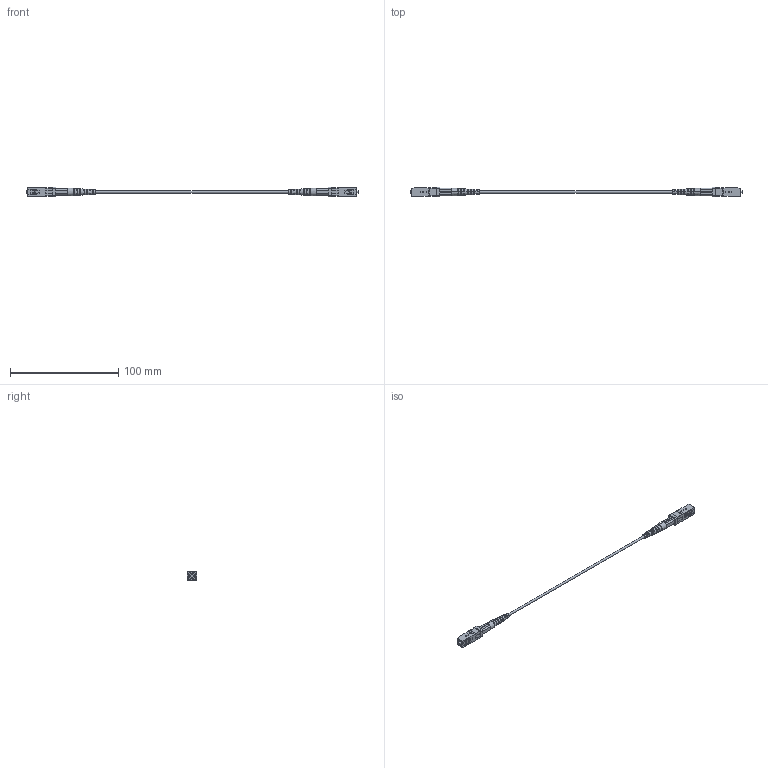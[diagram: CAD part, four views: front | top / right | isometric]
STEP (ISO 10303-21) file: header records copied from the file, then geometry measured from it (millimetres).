
FILE_DESCRIPTION (( 'STEP AP214' ), '1' );
FILE_NAME ('FCA-S1SZ-SCSC.step', '2022-11-03T03:44:35', ( '' ), ( '' ), 'SwSTEP 2.0', 'SolidWorks 2022', '' );
FILE_SCHEMA (( 'AUTOMOTIVE_DESIGN' ));
Length unit declared in the file: inch
Products named in the file (8): 1AF04-005(2)^SC CONN, SINGLE MODE, 1.6mm_FCA-S1SZ-SCSC; 1AF04-005-MA2^1AF04-005(2)_SC CONN, SINGLE MODE, 1.6mm_FCA-S1SZ-SCSC; Fiber Coax^FCA-S1SZ-SCSC; 1AF04-005-MA4^1AF04-005(2)_SC CONN, SINGLE MODE, 1.6mm_FCA-S1SZ-SCSC; SC CONN, SINGLE MODE, 1.6mm^FCA-S1SZ-SCSC; 1AF04-005-MA3^1AF04-005(2)_SC CONN, SINGLE MODE, 1.6mm_FCA-S1SZ-SCSC; 1AF04-005-MA1^1AF04-005(2)_SC CONN, SINGLE MODE, 1.6mm_FCA-S1SZ-SCSC; FCA-S1SZ-SCSC
Assembly tree (8 placements, depth 4):
  FCA-S1SZ-SCSC
    Fiber Coax^FCA-S1SZ-SCSC
    SC CONN, SINGLE MODE, 1.6mm^FCA-S1SZ-SCSC  x2
      1AF04-005(2)^SC CONN, SINGLE MODE, 1.6mm_FCA-S1SZ-SCSC
        1AF04-005-MA2^1AF04-005(2)_SC CONN, SINGLE MODE, 1.6mm_FCA-S1SZ-SCSC
        1AF04-005-MA1^1AF04-005(2)_SC CONN, SINGLE MODE, 1.6mm_FCA-S1SZ-SCSC
        1AF04-005-MA4^1AF04-005(2)_SC CONN, SINGLE MODE, 1.6mm_FCA-S1SZ-SCSC
        1AF04-005-MA3^1AF04-005(2)_SC CONN, SINGLE MODE, 1.6mm_FCA-S1SZ-SCSC
Bounding box: 306.17 x 8.89 x 8.89 mm (x, y, z)
Volume: 4007.9 mm3; surface area: 8941.9 mm2
Topology: 9 solids, 9 shells, 543 faces, 1577 edges, 1034 vertices
Faces by surface type: plane 478, cylinder 49, cone 12, torus 4
Full cylindrical faces by diameter (mm): 2 x1
Entity records: 9783 total; most frequent: CARTESIAN_POINT 2043, ORIENTED_EDGE 1578, DIRECTION 1455, EDGE_CURVE 789, LINE 571, VECTOR 571, VERTEX_POINT 518, AXIS2_PLACEMENT_3D 442
